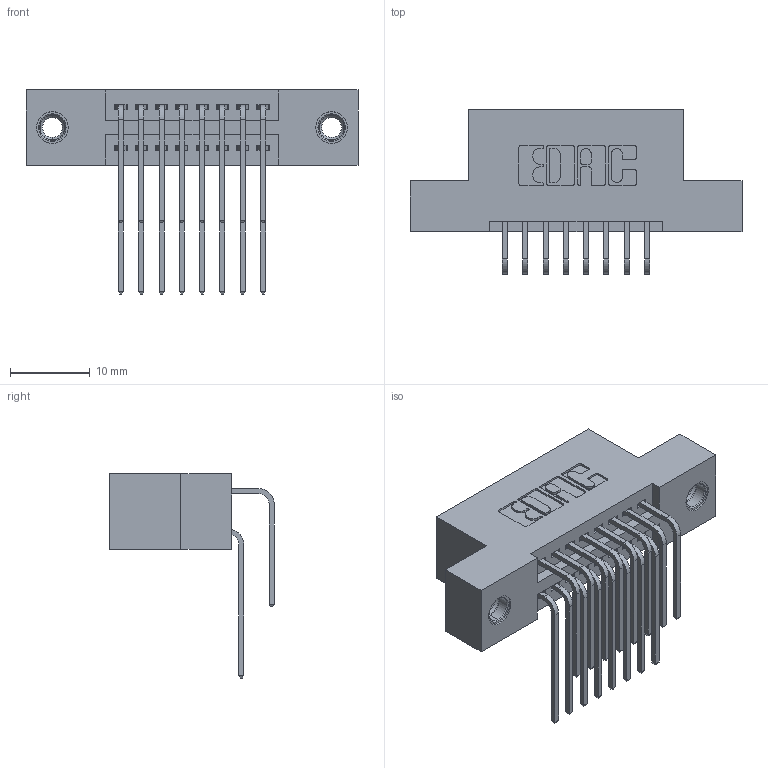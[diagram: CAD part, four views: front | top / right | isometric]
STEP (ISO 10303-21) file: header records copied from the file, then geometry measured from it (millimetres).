
FILE_DESCRIPTION (( 'STEP AP203' ), '1' );
FILE_NAME ('395-016-559-207.STEP', '2019-10-15T18:53:23', ( '' ), ( '' ), 'SwSTEP 2.0', 'SolidWorks 2016', '' );
FILE_SCHEMA (( 'CONFIG_CONTROL_DESIGN' ));
Length unit declared in the file: inch
Products named in the file (5): 395-016-559-207; 345 Part_Flush Mounting Lugs - 0.156 Dia-TI; 345-292-001_558 559 Tail - 1; 345-292-001_559 Tail - 2; 345-250-001_345-250-005-103
Assembly tree (19 placements, depth 2):
  395-016-559-207
    345 Part_Flush Mounting Lugs - 0.156 Dia-TI
    345-292-001_558 559 Tail - 1  x8
    345-292-001_559 Tail - 2  x8
    345-250-001_345-250-005-103  x2
Bounding box: 41.53 x 20.56 x 25.53 mm (x, y, z)
Volume: 3797.4 mm3; surface area: 5416.5 mm2
Topology: 19 solids, 19 shells, 1018 faces, 2957 edges, 1942 vertices
Faces by surface type: plane 672, cylinder 330, cone 12, torus 4
Entity records: 13692 total; most frequent: CARTESIAN_POINT 2354, ORIENTED_EDGE 2230, DIRECTION 2117, EDGE_CURVE 1115, LINE 891, VECTOR 891, VERTEX_POINT 736, AXIS2_PLACEMENT_3D 613
